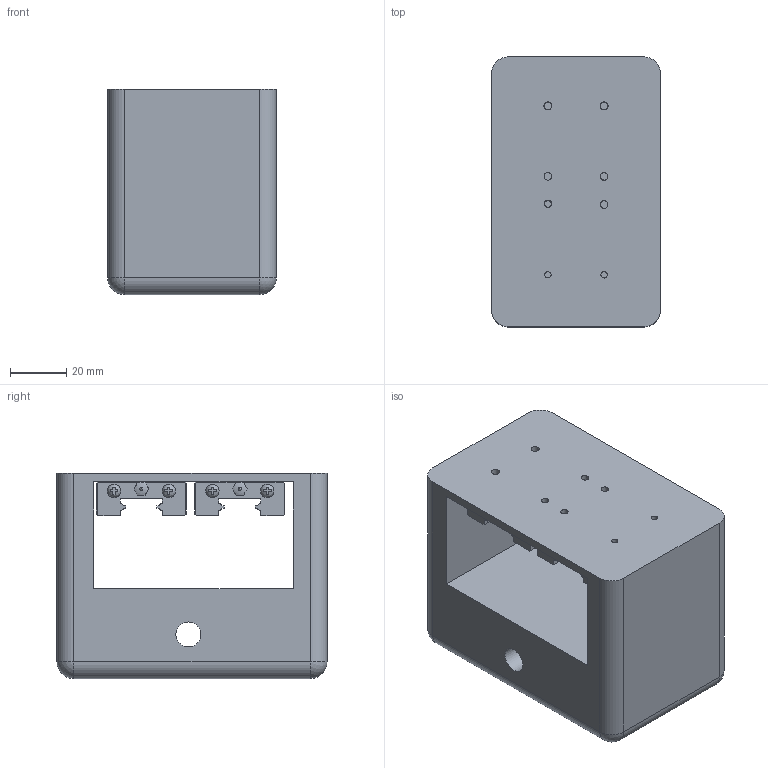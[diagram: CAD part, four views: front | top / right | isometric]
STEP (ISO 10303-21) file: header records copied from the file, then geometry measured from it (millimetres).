
FILE_DESCRIPTION(/* description */ (''),/* implementation_level */ '2;1');
FILE_NAME(/* name */ 'Leadscrew Grantry.step',/* time_stamp */ '2026-01-06T23:07:07-06:00',/* author */ (''),/* organization */ (''),/* preprocessor_version */ 'ST-DEVELOPER v20.1',/* originating_system */ 'Autodesk Translation Framework v14.21.0.0',/* authorisation */ '');
FILE_SCHEMA (('AUTOMOTIVE_DESIGN { 1 0 10303 214 3 1 1 }'));
Length unit declared in the file: millimetre
Products named in the file (1): Leadscrew Grantry
Bounding box: 60 x 96 x 73 mm (x, y, z)
Volume: 271702.1 mm3; surface area: 53815.7 mm2
Topology: 1 solids, 3 shells, 931 faces, 2326 edges, 1538 vertices
Faces by surface type: plane 855, cylinder 54, bspline 16, sphere 6
Full cylindrical faces by diameter (mm): 2.259 x1, 2.288 x1, 2.58 x1, 2.671 x8, 2.72 x1, 2.828 x2, 2.883 x1, 2.884 x1, 4.75 x8, 8.866 x1
Entity records: 28100 total; most frequent: CARTESIAN_POINT 5972, ORIENTED_EDGE 4648, DIRECTION 4146, EDGE_CURVE 2324, LINE 2058, VECTOR 2058, VERTEX_POINT 1538, EDGE_LOOP 1078
